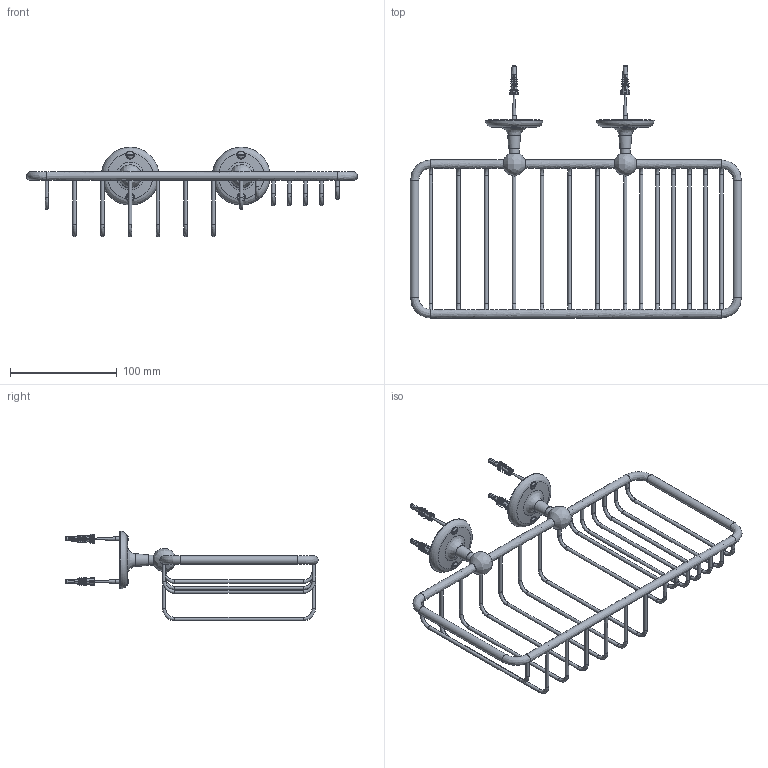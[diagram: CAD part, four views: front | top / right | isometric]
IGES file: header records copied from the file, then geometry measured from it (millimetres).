
Global section: file name: N26-W; native system: Autodesk Inventor 2018; preprocessor: unknown; author: aduggalther; date: 20171027.083936; units: millimetre
Bounding box: 310 x 236.01 x 83.74 mm (x, y, z)
Volume: 103696.8 mm3; surface area: 79766.1 mm2
Topology: 33 solids, 33 shells, 1189 faces, 3452 edges, 2289 vertices
Faces by surface type: bspline 1189
